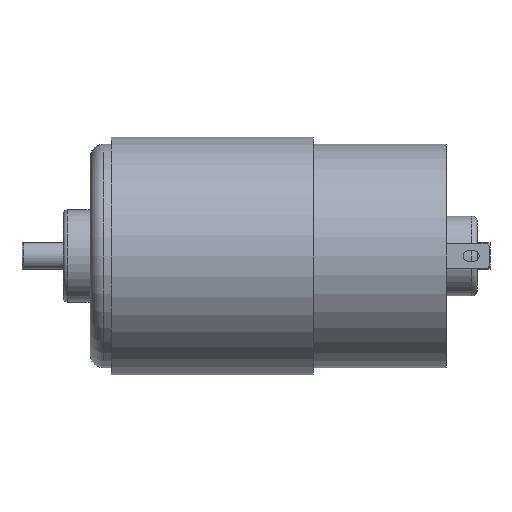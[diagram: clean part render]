
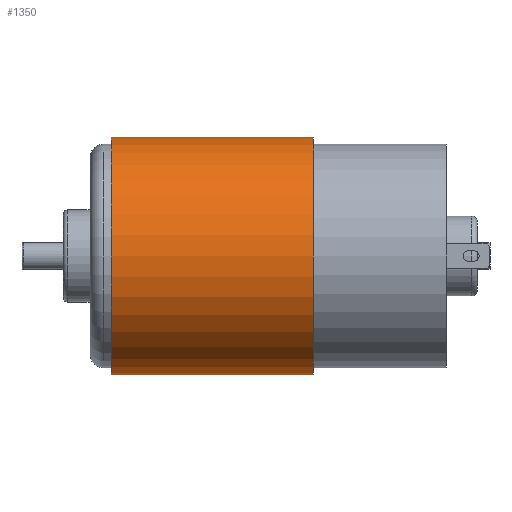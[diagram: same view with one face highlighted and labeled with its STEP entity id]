
A CAD part, front view. The second image highlights one B-rep face of the part: STEP entity #1350.
In plain terms, the highlighted cylindrical face has radius 22.3 mm (diameter 44.6 mm), a partial arc.
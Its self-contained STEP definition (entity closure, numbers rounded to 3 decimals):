
#9 = DIRECTION ( 'NONE',  ( 0., 0., -1. ) ) ;
#159 = ORIENTED_EDGE ( 'NONE', *, *, #700, .F. ) ;
#193 = VERTEX_POINT ( 'NONE', #1235 ) ;
#228 = LINE ( 'NONE', #1228, #3017 ) ;
#463 = DIRECTION ( 'NONE',  ( 1., 0., 0. ) ) ;
#630 = ORIENTED_EDGE ( 'NONE', *, *, #686, .T. ) ;
#678 = DIRECTION ( 'NONE',  ( 0., 0., -1. ) ) ;
#686 = EDGE_CURVE ( 'NONE', #193, #3206, #228, .T. ) ;
#700 = EDGE_CURVE ( 'NONE', #2182, #3248, #2759, .T. ) ;
#808 = EDGE_LOOP ( 'NONE', ( #159, #3071, #630, #2848 ) ) ;
#909 = AXIS2_PLACEMENT_3D ( 'NONE', #3293, #3234, #1746 ) ;
#972 = DIRECTION ( 'NONE',  ( 1., 0., 0. ) ) ;
#1014 = FACE_OUTER_BOUND ( 'NONE', #808, .T. ) ;
#1131 = CARTESIAN_POINT ( 'NONE',  ( 4., 0., 22.3 ) ) ;
#1228 = CARTESIAN_POINT ( 'NONE',  ( 63.872, 0., -22.3 ) ) ;
#1235 = CARTESIAN_POINT ( 'NONE',  ( 4., 0., -22.3 ) ) ;
#1292 = EDGE_CURVE ( 'NONE', #2182, #193, #2343, .T. ) ;
#1350 = ADVANCED_FACE ( 'NONE', ( #1014 ), #2849, .T. ) ;
#1746 = DIRECTION ( 'NONE',  ( 0., 0., -1. ) ) ;
#1792 = VECTOR ( 'NONE', #2714, 1000. ) ;
#2042 = CARTESIAN_POINT ( 'NONE',  ( 63.872, 0., 22.3 ) ) ;
#2182 = VERTEX_POINT ( 'NONE', #1131 ) ;
#2316 = DIRECTION ( 'NONE',  ( 1., 0., 0. ) ) ;
#2343 = CIRCLE ( 'NONE', #909, 22.3 ) ;
#2413 = CARTESIAN_POINT ( 'NONE',  ( 63.872, 0., 0. ) ) ;
#2476 = EDGE_CURVE ( 'NONE', #3248, #3206, #3557, .T. ) ;
#2714 = DIRECTION ( 'NONE',  ( 1., 0., 0. ) ) ;
#2738 = AXIS2_PLACEMENT_3D ( 'NONE', #2413, #2316, #678 ) ;
#2759 = LINE ( 'NONE', #2042, #1792 ) ;
#2848 = ORIENTED_EDGE ( 'NONE', *, *, #2476, .F. ) ;
#2849 = CYLINDRICAL_SURFACE ( 'NONE', #2738, 22.3 ) ;
#2985 = CARTESIAN_POINT ( 'NONE',  ( 42., 0., 0. ) ) ;
#2989 = AXIS2_PLACEMENT_3D ( 'NONE', #2985, #463, #9 ) ;
#3017 = VECTOR ( 'NONE', #972, 1000. ) ;
#3071 = ORIENTED_EDGE ( 'NONE', *, *, #1292, .T. ) ;
#3206 = VERTEX_POINT ( 'NONE', #3424 ) ;
#3234 = DIRECTION ( 'NONE',  ( 1., 0., 0. ) ) ;
#3248 = VERTEX_POINT ( 'NONE', #3439 ) ;
#3293 = CARTESIAN_POINT ( 'NONE',  ( 4., 0., 0. ) ) ;
#3424 = CARTESIAN_POINT ( 'NONE',  ( 42., 0., -22.3 ) ) ;
#3439 = CARTESIAN_POINT ( 'NONE',  ( 42., 0., 22.3 ) ) ;
#3557 = CIRCLE ( 'NONE', #2989, 22.3 ) ;
